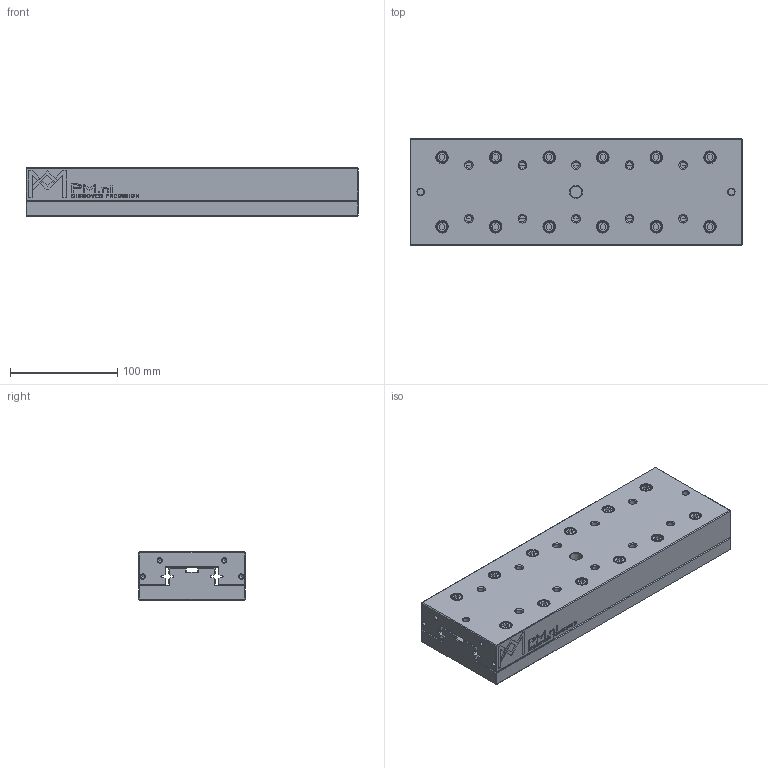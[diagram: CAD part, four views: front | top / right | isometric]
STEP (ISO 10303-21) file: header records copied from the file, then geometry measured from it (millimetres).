
FILE_DESCRIPTION(/* description */ (''),/* implementation_level */ '2;1');
FILE_NAME(/* name */ 'RT-6300_stp.stp',/* time_stamp */ '2024-10-04T12:27:01+02:00',/* author */ (''),/* organization */ (''),/* preprocessor_version */ 'ST-DEVELOPER v16.7',/* originating_system */ 'SIEMENS PLM Software NX 12.0',/* authorisation */ '');
FILE_SCHEMA (('AUTOMOTIVE_DESIGN { 1 0 10303 214 3 1 1 1 }'));
Length unit declared in the file: millimetre
Products named in the file (1): RT-6300_stp
Bounding box: 310 x 99.5 x 45 mm (x, y, z)
Volume: 1301081.6 mm3; surface area: 204430.1 mm2
Topology: 2 solids, 2 shells, 1186 faces, 2921 edges, 1885 vertices
Faces by surface type: plane 812, bspline 180, cone 103, cylinder 91
Full cylindrical faces by diameter (mm): 4 x8, 6 x18, 6.8 x6, 10 x24, 11 x29
Entity records: 38409 total; most frequent: CARTESIAN_POINT 8241, ORIENTED_EDGE 5414, DIRECTION 4648, EDGE_CURVE 2707, LINE 2060, VECTOR 2060, VERTEX_POINT 1863, EDGE_LOOP 1550
